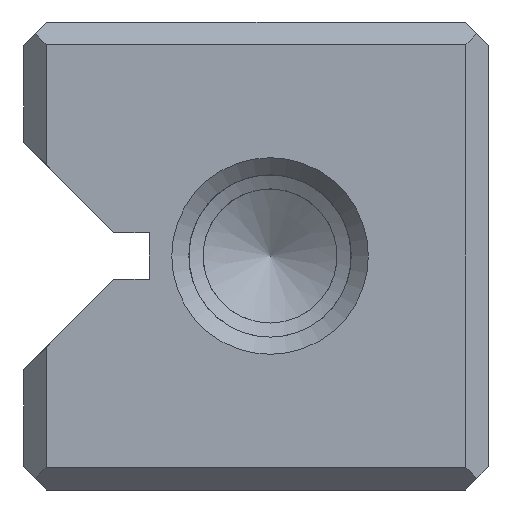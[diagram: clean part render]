
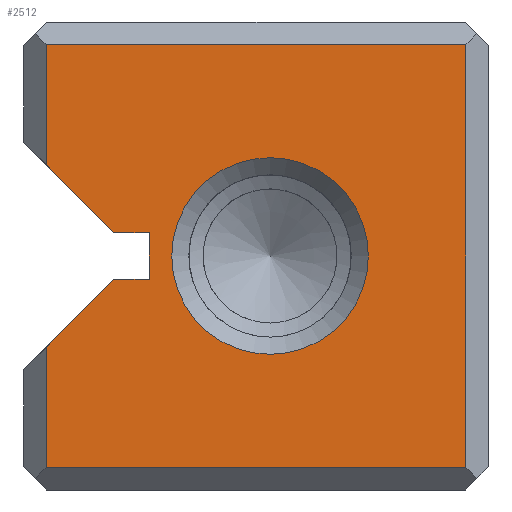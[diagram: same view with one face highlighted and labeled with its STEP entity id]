
A CAD part, left-side view. The second image highlights one B-rep face of the part: STEP entity #2512.
In plain terms, the highlighted planar face has unit normal (-1, 0, 0).
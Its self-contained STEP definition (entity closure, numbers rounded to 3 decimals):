
#2512=ADVANCED_FACE('',(#3588,#3589),#2956,.T.);
#2956=PLANE('',#9584);
#3228=CIRCLE('',#9583,3.15);
#3588=FACE_BOUND('',#3940,.T.);
#3589=FACE_BOUND('',#3941,.T.);
#3940=EDGE_LOOP('',(#4798));
#3941=EDGE_LOOP('',(#4799,#4800,#4801,#4802,#4803,#4804,#4805,#4806,#4807,
#4808));
#4798=ORIENTED_EDGE('',*,*,#7499,.T.);
#4799=ORIENTED_EDGE('',*,*,#7500,.T.);
#4800=ORIENTED_EDGE('',*,*,#7501,.T.);
#4801=ORIENTED_EDGE('',*,*,#7502,.T.);
#4802=ORIENTED_EDGE('',*,*,#7503,.T.);
#4803=ORIENTED_EDGE('',*,*,#7504,.T.);
#4804=ORIENTED_EDGE('',*,*,#7505,.T.);
#4805=ORIENTED_EDGE('',*,*,#7506,.T.);
#4806=ORIENTED_EDGE('',*,*,#7507,.F.);
#4807=ORIENTED_EDGE('',*,*,#7508,.F.);
#4808=ORIENTED_EDGE('',*,*,#7509,.T.);
#6784=VERTEX_POINT('',#12490);
#6785=VERTEX_POINT('',#12492);
#6786=VERTEX_POINT('',#12493);
#6787=VERTEX_POINT('',#12495);
#6788=VERTEX_POINT('',#12497);
#6789=VERTEX_POINT('',#12499);
#6790=VERTEX_POINT('',#12501);
#6791=VERTEX_POINT('',#12503);
#6792=VERTEX_POINT('',#12505);
#6793=VERTEX_POINT('',#12507);
#6794=VERTEX_POINT('',#12509);
#7499=EDGE_CURVE('',#6784,#6784,#3228,.T.);
#7500=EDGE_CURVE('',#6785,#6786,#8392,.T.);
#7501=EDGE_CURVE('',#6786,#6787,#8393,.T.);
#7502=EDGE_CURVE('',#6787,#6788,#8394,.T.);
#7503=EDGE_CURVE('',#6788,#6789,#8395,.T.);
#7504=EDGE_CURVE('',#6789,#6790,#8396,.T.);
#7505=EDGE_CURVE('',#6790,#6791,#8397,.T.);
#7506=EDGE_CURVE('',#6791,#6792,#8398,.T.);
#7507=EDGE_CURVE('',#6793,#6792,#8399,.T.);
#7508=EDGE_CURVE('',#6794,#6793,#8400,.T.);
#7509=EDGE_CURVE('',#6794,#6785,#8401,.T.);
#8392=LINE('',#12491,#9052);
#8393=LINE('',#12494,#9053);
#8394=LINE('',#12496,#9054);
#8395=LINE('',#12498,#9055);
#8396=LINE('',#12500,#9056);
#8397=LINE('',#12502,#9057);
#8398=LINE('',#12504,#9058);
#8399=LINE('',#12506,#9059);
#8400=LINE('',#12508,#9060);
#8401=LINE('',#12510,#9061);
#9052=VECTOR('',#10274,1.);
#9053=VECTOR('',#10275,1.);
#9054=VECTOR('',#10276,1.);
#9055=VECTOR('',#10277,1.);
#9056=VECTOR('',#10278,1.);
#9057=VECTOR('',#10279,1.);
#9058=VECTOR('',#10280,1.);
#9059=VECTOR('',#10281,1.);
#9060=VECTOR('',#10282,1.);
#9061=VECTOR('',#10283,1.);
#9583=AXIS2_PLACEMENT_3D('',#12489,#10272,#10273);
#9584=AXIS2_PLACEMENT_3D('',#12511,#10284,#10285);
#10272=DIRECTION('',(1.,0.,0.));
#10273=DIRECTION('',(0.,0.,-1.));
#10274=DIRECTION('',(0.,-1.,0.));
#10275=DIRECTION('',(0.,0.,1.));
#10276=DIRECTION('',(0.,1.,0.));
#10277=DIRECTION('',(0.,0.,-1.));
#10278=DIRECTION('',(0.,-0.707,-0.707));
#10279=DIRECTION('',(0.,-1.,0.));
#10280=DIRECTION('',(0.,0.,-1.));
#10281=DIRECTION('',(0.,-1.,0.));
#10282=DIRECTION('',(0.,-0.707,0.707));
#10283=DIRECTION('',(0.,0.,-1.));
#10284=DIRECTION('',(-1.,0.,0.));
#10285=DIRECTION('',(0.,0.,-1.));
#12489=CARTESIAN_POINT('',(0.,7.,7.5));
#12490=CARTESIAN_POINT('',(0.,7.,4.35));
#12491=CARTESIAN_POINT('',(0.,7.45,0.725));
#12492=CARTESIAN_POINT('',(0.,14.175,0.725));
#12493=CARTESIAN_POINT('',(0.,0.725,0.725));
#12494=CARTESIAN_POINT('',(0.,0.725,0.));
#12495=CARTESIAN_POINT('',(0.,0.725,14.275));
#12496=CARTESIAN_POINT('',(0.,7.45,14.275));
#12497=CARTESIAN_POINT('',(0.,14.175,14.275));
#12498=CARTESIAN_POINT('',(0.,14.175,0.));
#12499=CARTESIAN_POINT('',(0.,14.175,10.418));
#12500=CARTESIAN_POINT('',(0.,14.9,11.143));
#12501=CARTESIAN_POINT('',(0.,12.007,8.25));
#12502=CARTESIAN_POINT('',(0.,10.875,8.25));
#12503=CARTESIAN_POINT('',(0.,10.875,8.25));
#12504=CARTESIAN_POINT('',(0.,10.875,8.25));
#12505=CARTESIAN_POINT('',(0.,10.875,6.75));
#12506=CARTESIAN_POINT('',(0.,10.875,6.75));
#12507=CARTESIAN_POINT('',(0.,12.007,6.75));
#12508=CARTESIAN_POINT('',(0.,14.9,3.857));
#12509=CARTESIAN_POINT('',(0.,14.175,4.582));
#12510=CARTESIAN_POINT('',(0.,14.175,0.));
#12511=CARTESIAN_POINT('',(0.,7.45,0.));
